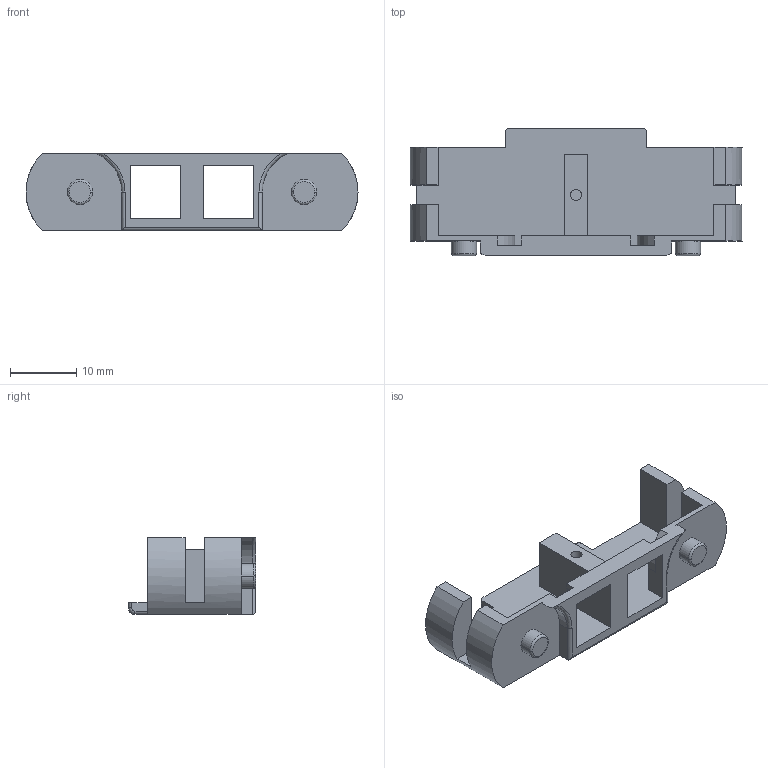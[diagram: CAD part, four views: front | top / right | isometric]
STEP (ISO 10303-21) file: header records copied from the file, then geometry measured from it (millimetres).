
FILE_DESCRIPTION((''),'2;1');
FILE_NAME('GLIED1_UNTEN','2025-07-13T12:32:36',('Mathias'),(''),'CREO PARAMETRIC BY PTC INC, 2023073','CREO PARAMETRIC BY PTC INC, 2023073','');
FILE_SCHEMA(('CONFIG_CONTROL_DESIGN'));
Length unit declared in the file: millimetre
Products named in the file (1): GLIED1_UNTEN
Bounding box: 50.06 x 19.2 x 11.6 mm (x, y, z)
Volume: 2986.6 mm3; surface area: 3568.9 mm2
Topology: 1 solids, 1 shells, 71 faces, 190 edges, 122 vertices
Faces by surface type: plane 41, cylinder 22, torus 7, bspline 1
Entity records: 2317 total; most frequent: CARTESIAN_POINT 458, DIRECTION 382, ORIENTED_EDGE 380, EDGE_CURVE 190, VECTOR 130, LINE 130, AXIS2_PLACEMENT_3D 126, VERTEX_POINT 122
